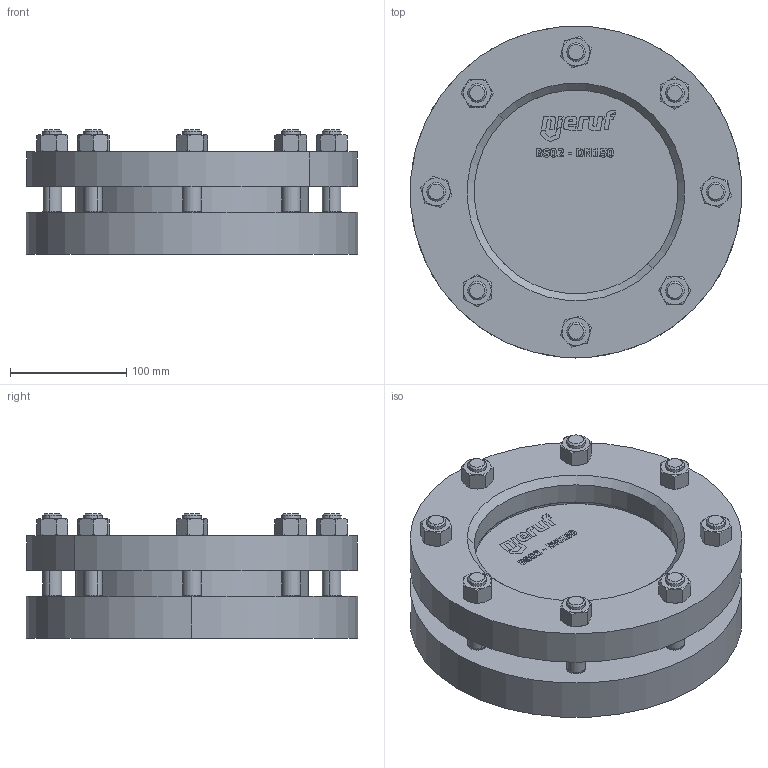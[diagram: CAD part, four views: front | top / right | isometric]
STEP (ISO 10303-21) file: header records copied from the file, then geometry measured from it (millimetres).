
FILE_DESCRIPTION (( 'STEP AP214' ), '1' );
FILE_NAME ('BS02_13_Behälter-Schauglas.STEP', '2020-06-30T13:48:27', ( '' ), ( '' ), 'SwSTEP 2.0', 'SolidWorks 2020', '' );
FILE_SCHEMA (( 'AUTOMOTIVE_DESIGN' ));
Length unit declared in the file: millimetre
Products named in the file (7): DIN_938_M16x70_Stiftschraube; hex nut style 1 gradeab_din_Hexagon Nut ISO 4032 - M16 - D - N; BS02_13_Behälter-Schauglas; BS02-02-13_Deckelflansch; BS02-01-13_Grundflansch; BS02-03-13_Glasplatte; BS02-03-13_Flachdichtung
Assembly tree (21 placements, depth 2):
  BS02_13_Behälter-Schauglas
    BS02-01-13_Grundflansch
    BS02-02-13_Deckelflansch
    BS02-03-13_Flachdichtung  x2
    BS02-03-13_Glasplatte
    DIN_938_M16x70_Stiftschraube  x8
    hex nut style 1 gradeab_din_Hexagon Nut ISO 4032 - M16 - D - N  x8
Bounding box: 285 x 285 x 107 mm (x, y, z)
Volume: 3500883.2 mm3; surface area: 441606.1 mm2
Topology: 21 solids, 21 shells, 749 faces, 1727 edges, 1054 vertices
Faces by surface type: plane 247, cone 244, cylinder 172, bspline 86
Entity records: 16351 total; most frequent: CARTESIAN_POINT 6326, ORIENTED_EDGE 2058, DIRECTION 1761, EDGE_CURVE 1029, VERTEX_POINT 668, VECTOR 595, LINE 595, AXIS2_PLACEMENT_3D 583
